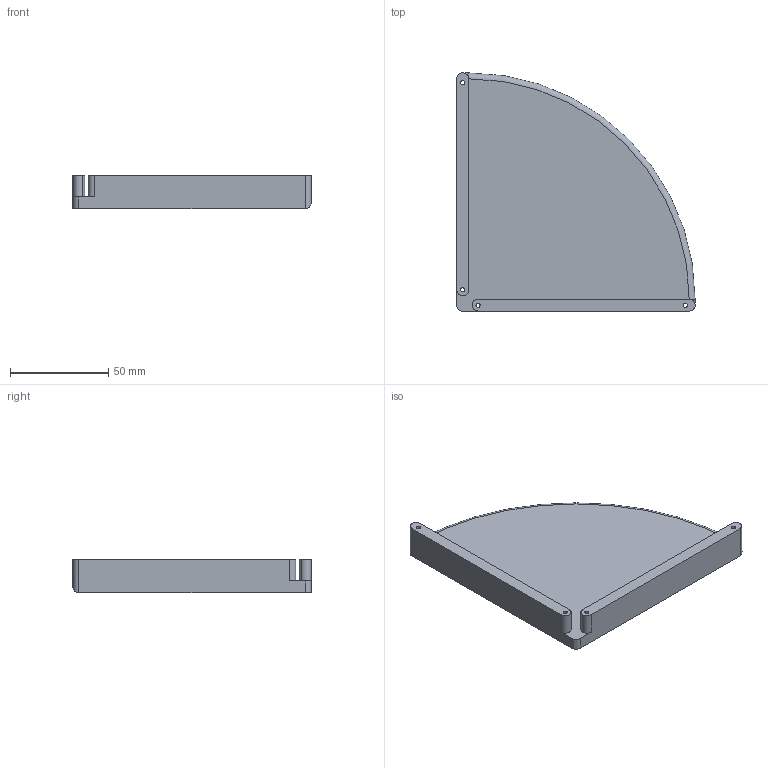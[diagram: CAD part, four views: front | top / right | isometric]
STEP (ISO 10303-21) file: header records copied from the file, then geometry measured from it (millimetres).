
FILE_DESCRIPTION (( 'STEP AP214' ), '1' );
FILE_NAME ('sidewall-right.STEP', '2025-12-22T00:08:30', ( '' ), ( '' ), 'SwSTEP 2.0', 'SolidWorks 2023', '' );
FILE_SCHEMA (( 'AUTOMOTIVE_DESIGN' ));
Length unit declared in the file: millimetre
Products named in the file (1): sidewall-right
Bounding box: 121 x 121 x 17 mm (x, y, z)
Volume: 84529.1 mm3; surface area: 31300.5 mm2
Topology: 1 solids, 1 shells, 43 faces, 101 edges, 64 vertices
Faces by surface type: cylinder 29, plane 12, torus 2
Entity records: 1287 total; most frequent: DIRECTION 238, CARTESIAN_POINT 221, ORIENTED_EDGE 202, EDGE_CURVE 101, AXIS2_PLACEMENT_3D 97, VERTEX_POINT 64, EDGE_LOOP 55, CIRCLE 53
